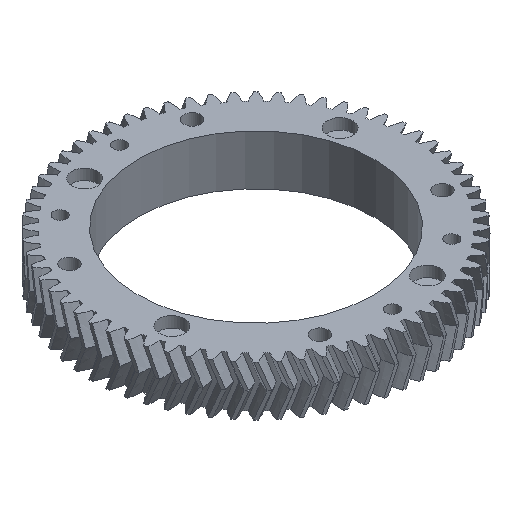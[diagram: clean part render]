
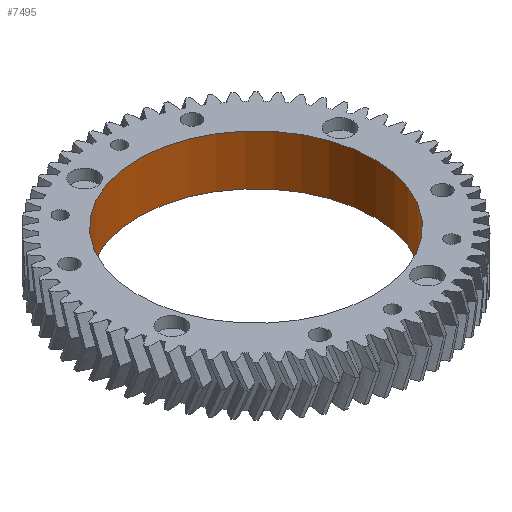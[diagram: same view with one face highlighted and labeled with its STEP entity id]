
A CAD part, isometric view. The second image highlights one B-rep face of the part: STEP entity #7495.
In plain terms, the highlighted cylindrical face has radius 46.99 mm (diameter 93.98 mm), a full revolution.
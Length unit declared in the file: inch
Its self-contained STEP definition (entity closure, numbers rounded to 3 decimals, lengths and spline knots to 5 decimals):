
#1339=FACE_OUTER_BOUND('',#1806,.T.);
#1806=EDGE_LOOP('',(#4944,#4945,#4946,#4947));
#2291=LINE('',#9735,#2496);
#2496=VECTOR('',#8559,1.85);
#2713=CIRCLE('',#8009,1.85);
#2714=CIRCLE('',#8010,1.85);
#2867=VERTEX_POINT('',#9732);
#2868=VERTEX_POINT('',#9734);
#3673=EDGE_CURVE('',#2867,#2867,#2713,.T.);
#3674=EDGE_CURVE('',#2867,#2868,#2291,.T.);
#3675=EDGE_CURVE('',#2868,#2868,#2714,.T.);
#4944=ORIENTED_EDGE('',*,*,#3673,.F.);
#4945=ORIENTED_EDGE('',*,*,#3674,.T.);
#4946=ORIENTED_EDGE('',*,*,#3675,.F.);
#4947=ORIENTED_EDGE('',*,*,#3674,.F.);
#7414=CYLINDRICAL_SURFACE('',#8008,1.85);
#7495=ADVANCED_FACE('',(#1339),#7414,.F.);
#8008=AXIS2_PLACEMENT_3D('',#9731,#8555,#8556);
#8009=AXIS2_PLACEMENT_3D('',#9733,#8557,#8558);
#8010=AXIS2_PLACEMENT_3D('',#9736,#8560,#8561);
#8555=DIRECTION('center_axis',(0.,0.,-1.));
#8556=DIRECTION('ref_axis',(0.946,0.324,0.));
#8557=DIRECTION('center_axis',(0.,0.,-1.));
#8558=DIRECTION('ref_axis',(0.946,0.324,0.));
#8559=DIRECTION('',(0.,0.,-1.));
#8560=DIRECTION('center_axis',(0.,0.,1.));
#8561=DIRECTION('ref_axis',(0.946,0.324,0.));
#9731=CARTESIAN_POINT('Origin',(0.,0.,0.7874));
#9732=CARTESIAN_POINT('',(-1.75043,-0.59873,0.7874));
#9733=CARTESIAN_POINT('Origin',(0.,0.,0.7874));
#9734=CARTESIAN_POINT('',(-1.75043,-0.59873,0.));
#9735=CARTESIAN_POINT('',(-1.75043,-0.59873,0.7874));
#9736=CARTESIAN_POINT('Origin',(0.,0.,0.));
